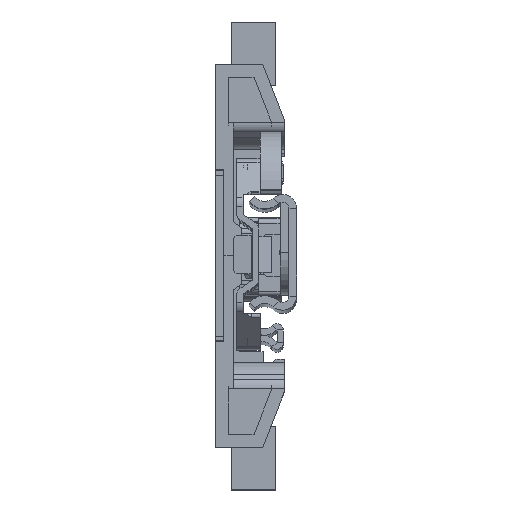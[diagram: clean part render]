
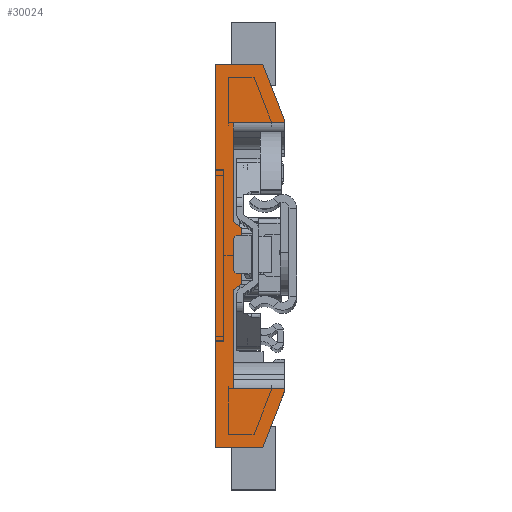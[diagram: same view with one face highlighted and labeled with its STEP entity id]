
A CAD part, top view. The second image highlights one B-rep face of the part: STEP entity #30024.
In plain terms, the highlighted face is planar.
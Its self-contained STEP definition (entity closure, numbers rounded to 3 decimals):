
#859 = VECTOR ( 'NONE', #8117, 1000. ) ;
#1143 = DIRECTION ( 'NONE',  ( 1., 0., 0. ) ) ;
#2040 = VERTEX_POINT ( 'NONE', #24509 ) ;
#2365 = EDGE_CURVE ( 'NONE', #31367, #26147, #19002, .T. ) ;
#2433 = ORIENTED_EDGE ( 'NONE', *, *, #14568, .T. ) ;
#2526 = CARTESIAN_POINT ( 'NONE',  ( 0., 16.2, -30. ) ) ;
#2803 = CARTESIAN_POINT ( 'NONE',  ( 82., 16.2, -30. ) ) ;
#2859 = LINE ( 'NONE', #30207, #34622 ) ;
#3507 = CARTESIAN_POINT ( 'NONE',  ( 43.4, 6.2, -30. ) ) ;
#3996 = ORIENTED_EDGE ( 'NONE', *, *, #15455, .T. ) ;
#4108 = EDGE_CURVE ( 'NONE', #26147, #19540, #2859, .T. ) ;
#4295 = CARTESIAN_POINT ( 'NONE',  ( 0., 16.2, -30. ) ) ;
#4567 = DIRECTION ( 'NONE',  ( 0., 0., -1. ) ) ;
#4956 = VERTEX_POINT ( 'NONE', #19530 ) ;
#5003 = DIRECTION ( 'NONE',  ( 1., 0., 0. ) ) ;
#5042 = VECTOR ( 'NONE', #1143, 1000. ) ;
#5317 = DIRECTION ( 'NONE',  ( 0., 1., 0. ) ) ;
#5748 = CARTESIAN_POINT ( 'NONE',  ( 18.757, 16.2, -30. ) ) ;
#6017 = CARTESIAN_POINT ( 'NONE',  ( 18., 16.2, -30. ) ) ;
#6169 = ORIENTED_EDGE ( 'NONE', *, *, #2365, .T. ) ;
#6578 = LINE ( 'NONE', #22480, #14107 ) ;
#7096 = LINE ( 'NONE', #9920, #20348 ) ;
#7276 = AXIS2_PLACEMENT_3D ( 'NONE', #17006, #4567, #8716 ) ;
#7332 = ORIENTED_EDGE ( 'NONE', *, *, #32865, .T. ) ;
#8085 = LINE ( 'NONE', #34736, #8147 ) ;
#8117 = DIRECTION ( 'NONE',  ( 0.932, -0.362, 0. ) ) ;
#8147 = VECTOR ( 'NONE', #18324, 1000. ) ;
#8272 = ORIENTED_EDGE ( 'NONE', *, *, #13206, .T. ) ;
#8574 = VERTEX_POINT ( 'NONE', #22773 ) ;
#8716 = DIRECTION ( 'NONE',  ( -1., 0., 0. ) ) ;
#8887 = FACE_OUTER_BOUND ( 'NONE', #10087, .T. ) ;
#8890 = DIRECTION ( 'NONE',  ( 1., 0., 0. ) ) ;
#9046 = VERTEX_POINT ( 'NONE', #11438 ) ;
#9606 = LINE ( 'NONE', #27958, #5042 ) ;
#9913 = CARTESIAN_POINT ( 'NONE',  ( 42., 4.2, -30. ) ) ;
#9920 = CARTESIAN_POINT ( 'NONE',  ( 95., 11.1, -30. ) ) ;
#10087 = EDGE_LOOP ( 'NONE', ( #22405, #18387, #30332, #26122, #20755, #8272, #19840, #6169, #12726, #2433, #31491, #7332, #3996, #31431 ) ) ;
#10345 = EDGE_CURVE ( 'NONE', #14512, #15438, #8085, .T. ) ;
#10408 = VECTOR ( 'NONE', #15062, 1000. ) ;
#11097 = VERTEX_POINT ( 'NONE', #17825 ) ;
#11438 = CARTESIAN_POINT ( 'NONE',  ( 58., 4.2, -30. ) ) ;
#12537 = EDGE_CURVE ( 'NONE', #14471, #14512, #29666, .T. ) ;
#12726 = ORIENTED_EDGE ( 'NONE', *, *, #4108, .T. ) ;
#13206 = EDGE_CURVE ( 'NONE', #15438, #34668, #29173, .T. ) ;
#13481 = CARTESIAN_POINT ( 'NONE',  ( 82., 16.2, -30. ) ) ;
#13588 = DIRECTION ( 'NONE',  ( 0.574, -0.819, 0. ) ) ;
#13695 = CARTESIAN_POINT ( 'NONE',  ( 5., 0., -30. ) ) ;
#14107 = VECTOR ( 'NONE', #8890, 1000. ) ;
#14471 = VERTEX_POINT ( 'NONE', #13695 ) ;
#14512 = VERTEX_POINT ( 'NONE', #18822 ) ;
#14568 = EDGE_CURVE ( 'NONE', #19540, #2040, #9606, .T. ) ;
#14579 = VECTOR ( 'NONE', #13588, 1000. ) ;
#14615 = DIRECTION ( 'NONE',  ( 0., -1., 0. ) ) ;
#14647 = DIRECTION ( 'NONE',  ( 0., 1., 0. ) ) ;
#15062 = DIRECTION ( 'NONE',  ( 1., 0., 0. ) ) ;
#15438 = VERTEX_POINT ( 'NONE', #6017 ) ;
#15455 = EDGE_CURVE ( 'NONE', #8574, #11097, #32846, .T. ) ;
#16228 = EDGE_CURVE ( 'NONE', #14471, #4956, #6578, .T. ) ;
#17006 = CARTESIAN_POINT ( 'NONE',  ( 73., 11.1, -30. ) ) ;
#17825 = CARTESIAN_POINT ( 'NONE',  ( 81.243, 16.2, -30. ) ) ;
#17872 = DIRECTION ( 'NONE',  ( 0., -1., 0. ) ) ;
#18324 = DIRECTION ( 'NONE',  ( 0.932, 0.362, 0. ) ) ;
#18387 = ORIENTED_EDGE ( 'NONE', *, *, #31234, .T. ) ;
#18635 = VECTOR ( 'NONE', #14647, 1000. ) ;
#18822 = CARTESIAN_POINT ( 'NONE',  ( 5., 11.144, -30. ) ) ;
#19002 = LINE ( 'NONE', #34699, #19161 ) ;
#19161 = VECTOR ( 'NONE', #24639, 1000. ) ;
#19530 = CARTESIAN_POINT ( 'NONE',  ( 95., 0., -30. ) ) ;
#19540 = VERTEX_POINT ( 'NONE', #3507 ) ;
#19774 = CARTESIAN_POINT ( 'NONE',  ( 81.243, 11.1, -30. ) ) ;
#19818 = VERTEX_POINT ( 'NONE', #28545 ) ;
#19840 = ORIENTED_EDGE ( 'NONE', *, *, #22381, .T. ) ;
#19981 = VECTOR ( 'NONE', #14615, 1000. ) ;
#20185 = VECTOR ( 'NONE', #5317, 1000. ) ;
#20348 = VECTOR ( 'NONE', #17872, 1000. ) ;
#20755 = ORIENTED_EDGE ( 'NONE', *, *, #10345, .T. ) ;
#20908 = CARTESIAN_POINT ( 'NONE',  ( 18.757, 11.1, -30. ) ) ;
#21751 = EDGE_CURVE ( 'NONE', #11097, #22441, #28470, .T. ) ;
#21949 = DIRECTION ( 'NONE',  ( 0.574, 0.819, 0. ) ) ;
#22381 = EDGE_CURVE ( 'NONE', #34668, #31367, #22567, .T. ) ;
#22405 = ORIENTED_EDGE ( 'NONE', *, *, #24429, .T. ) ;
#22441 = VERTEX_POINT ( 'NONE', #13481 ) ;
#22480 = CARTESIAN_POINT ( 'NONE',  ( 0., 0., -30. ) ) ;
#22567 = LINE ( 'NONE', #20908, #19981 ) ;
#22773 = CARTESIAN_POINT ( 'NONE',  ( 81.243, 4.2, -30. ) ) ;
#24429 = EDGE_CURVE ( 'NONE', #22441, #19818, #34593, .T. ) ;
#24509 = CARTESIAN_POINT ( 'NONE',  ( 56.6, 6.2, -30. ) ) ;
#24639 = DIRECTION ( 'NONE',  ( 1., 0., 0. ) ) ;
#26122 = ORIENTED_EDGE ( 'NONE', *, *, #12537, .T. ) ;
#26147 = VERTEX_POINT ( 'NONE', #9913 ) ;
#26611 = VECTOR ( 'NONE', #31341, 1000. ) ;
#26991 = LINE ( 'NONE', #31927, #14579 ) ;
#27716 = CARTESIAN_POINT ( 'NONE',  ( 18.757, 4.2, -30. ) ) ;
#27958 = CARTESIAN_POINT ( 'NONE',  ( 73., 6.2, -30. ) ) ;
#28470 = LINE ( 'NONE', #4295, #10408 ) ;
#28545 = CARTESIAN_POINT ( 'NONE',  ( 95., 11.144, -30. ) ) ;
#28687 = CARTESIAN_POINT ( 'NONE',  ( 73., 4.2, -30. ) ) ;
#29173 = LINE ( 'NONE', #2526, #33159 ) ;
#29271 = EDGE_CURVE ( 'NONE', #2040, #9046, #26991, .T. ) ;
#29666 = LINE ( 'NONE', #30014, #20185 ) ;
#30014 = CARTESIAN_POINT ( 'NONE',  ( 5., 11.1, -30. ) ) ;
#30024 = ADVANCED_FACE ( 'NONE', ( #8887 ), #30742, .T. ) ;
#30207 = CARTESIAN_POINT ( 'NONE',  ( 42., 4.2, -30. ) ) ;
#30332 = ORIENTED_EDGE ( 'NONE', *, *, #16228, .F. ) ;
#30742 = PLANE ( 'NONE',  #7276 ) ;
#31234 = EDGE_CURVE ( 'NONE', #19818, #4956, #7096, .T. ) ;
#31341 = DIRECTION ( 'NONE',  ( 1., 0., 0. ) ) ;
#31367 = VERTEX_POINT ( 'NONE', #27716 ) ;
#31431 = ORIENTED_EDGE ( 'NONE', *, *, #21751, .T. ) ;
#31491 = ORIENTED_EDGE ( 'NONE', *, *, #29271, .T. ) ;
#31927 = CARTESIAN_POINT ( 'NONE',  ( 56.6, 6.2, -30. ) ) ;
#32846 = LINE ( 'NONE', #19774, #18635 ) ;
#32865 = EDGE_CURVE ( 'NONE', #9046, #8574, #34526, .T. ) ;
#33159 = VECTOR ( 'NONE', #5003, 1000. ) ;
#34526 = LINE ( 'NONE', #28687, #26611 ) ;
#34593 = LINE ( 'NONE', #2803, #859 ) ;
#34622 = VECTOR ( 'NONE', #21949, 1000. ) ;
#34668 = VERTEX_POINT ( 'NONE', #5748 ) ;
#34699 = CARTESIAN_POINT ( 'NONE',  ( 73., 4.2, -30. ) ) ;
#34736 = CARTESIAN_POINT ( 'NONE',  ( 5., 11.144, -30. ) ) ;
